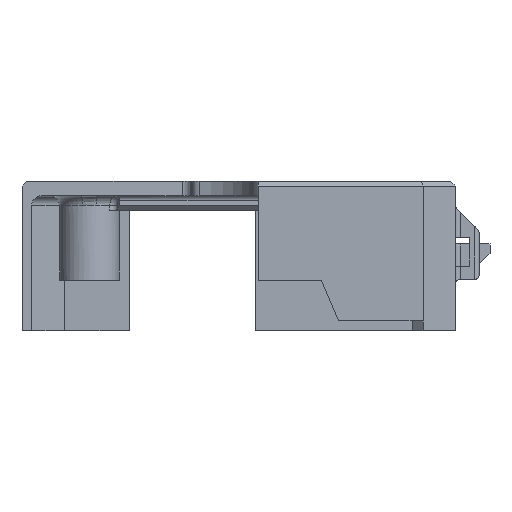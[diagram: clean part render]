
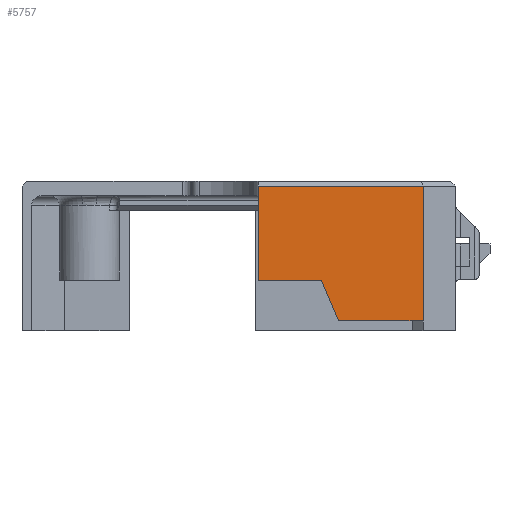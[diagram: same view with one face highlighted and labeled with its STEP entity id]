
A CAD part, front view. The second image highlights one B-rep face of the part: STEP entity #5757.
In plain terms, the highlighted planar face has unit normal (0, -1, 0).
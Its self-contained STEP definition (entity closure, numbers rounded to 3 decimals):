
#147 = ORIENTED_EDGE ( 'NONE', *, *, #5537, .T. ) ;
#155 = VERTEX_POINT ( 'NONE', #2589 ) ;
#225 = EDGE_CURVE ( 'NONE', #572, #5791, #3955, .T. ) ;
#242 = DIRECTION ( 'NONE',  ( -1., 0., 0. ) ) ;
#244 = VECTOR ( 'NONE', #4725, 1000. ) ;
#470 = CARTESIAN_POINT ( 'NONE',  ( 18.05, -22., -14. ) ) ;
#515 = ORIENTED_EDGE ( 'NONE', *, *, #4584, .F. ) ;
#572 = VERTEX_POINT ( 'NONE', #1874 ) ;
#656 = VERTEX_POINT ( 'NONE', #4528 ) ;
#855 = DIRECTION ( 'NONE',  ( 0., 0., 1. ) ) ;
#867 = ORIENTED_EDGE ( 'NONE', *, *, #225, .T. ) ;
#1184 = CARTESIAN_POINT ( 'NONE',  ( 1.963, -22., 0. ) ) ;
#1193 = LINE ( 'NONE', #1761, #4636 ) ;
#1227 = VECTOR ( 'NONE', #5608, 1000. ) ;
#1271 = CARTESIAN_POINT ( 'NONE',  ( 1.963, -22., 0. ) ) ;
#1614 = VECTOR ( 'NONE', #242, 1000. ) ;
#1761 = CARTESIAN_POINT ( 'NONE',  ( 1.963, -22., -17. ) ) ;
#1874 = CARTESIAN_POINT ( 'NONE',  ( 19.111, -22., -14. ) ) ;
#2069 = ORIENTED_EDGE ( 'NONE', *, *, #5125, .F. ) ;
#2236 = CARTESIAN_POINT ( 'NONE',  ( 8.126, -22., -8.81 ) ) ;
#2369 = VECTOR ( 'NONE', #5811, 1000. ) ;
#2430 = CARTESIAN_POINT ( 'NONE',  ( 10.325, -22., -14. ) ) ;
#2530 = EDGE_CURVE ( 'NONE', #656, #2639, #4101, .T. ) ;
#2589 = CARTESIAN_POINT ( 'NONE',  ( 1.963, -22., -9.81 ) ) ;
#2639 = VERTEX_POINT ( 'NONE', #2430 ) ;
#2894 = LINE ( 'NONE', #3810, #1614 ) ;
#3169 = CARTESIAN_POINT ( 'NONE',  ( 19.111, -22., 0. ) ) ;
#3622 = DIRECTION ( 'NONE',  ( 0.39, 0., -0.921 ) ) ;
#3798 = CARTESIAN_POINT ( 'NONE',  ( 1.963, -22., -9.81 ) ) ;
#3810 = CARTESIAN_POINT ( 'NONE',  ( -11.723, -22., -14. ) ) ;
#3955 = LINE ( 'NONE', #5167, #244 ) ;
#3959 = ORIENTED_EDGE ( 'NONE', *, *, #5605, .T. ) ;
#4011 = DIRECTION ( 'NONE',  ( 0., 0., 1. ) ) ;
#4101 = LINE ( 'NONE', #2236, #4691 ) ;
#4205 = VERTEX_POINT ( 'NONE', #1184 ) ;
#4344 = ORIENTED_EDGE ( 'NONE', *, *, #2530, .T. ) ;
#4528 = CARTESIAN_POINT ( 'NONE',  ( 8.55, -22., -9.81 ) ) ;
#4584 = EDGE_CURVE ( 'NONE', #572, #2639, #2894, .T. ) ;
#4636 = VECTOR ( 'NONE', #4011, 1000. ) ;
#4656 = LINE ( 'NONE', #3798, #1227 ) ;
#4686 = EDGE_LOOP ( 'NONE', ( #867, #3959, #2069, #147, #4344, #515 ) ) ;
#4691 = VECTOR ( 'NONE', #3622, 1000. ) ;
#4725 = DIRECTION ( 'NONE',  ( 0., 0., 1. ) ) ;
#4858 = LINE ( 'NONE', #1271, #2369 ) ;
#4915 = PLANE ( 'NONE',  #5493 ) ;
#4945 = DIRECTION ( 'NONE',  ( 0., 1., 0. ) ) ;
#5125 = EDGE_CURVE ( 'NONE', #155, #4205, #1193, .T. ) ;
#5167 = CARTESIAN_POINT ( 'NONE',  ( 19.111, -22., -14. ) ) ;
#5481 = FACE_OUTER_BOUND ( 'NONE', #4686, .T. ) ;
#5493 = AXIS2_PLACEMENT_3D ( 'NONE', #470, #4945, #855 ) ;
#5537 = EDGE_CURVE ( 'NONE', #155, #656, #4656, .T. ) ;
#5605 = EDGE_CURVE ( 'NONE', #5791, #4205, #4858, .T. ) ;
#5608 = DIRECTION ( 'NONE',  ( 1., 0., 0. ) ) ;
#5757 = ADVANCED_FACE ( 'NONE', ( #5481 ), #4915, .F. ) ;
#5791 = VERTEX_POINT ( 'NONE', #3169 ) ;
#5811 = DIRECTION ( 'NONE',  ( -1., 0., 0. ) ) ;
